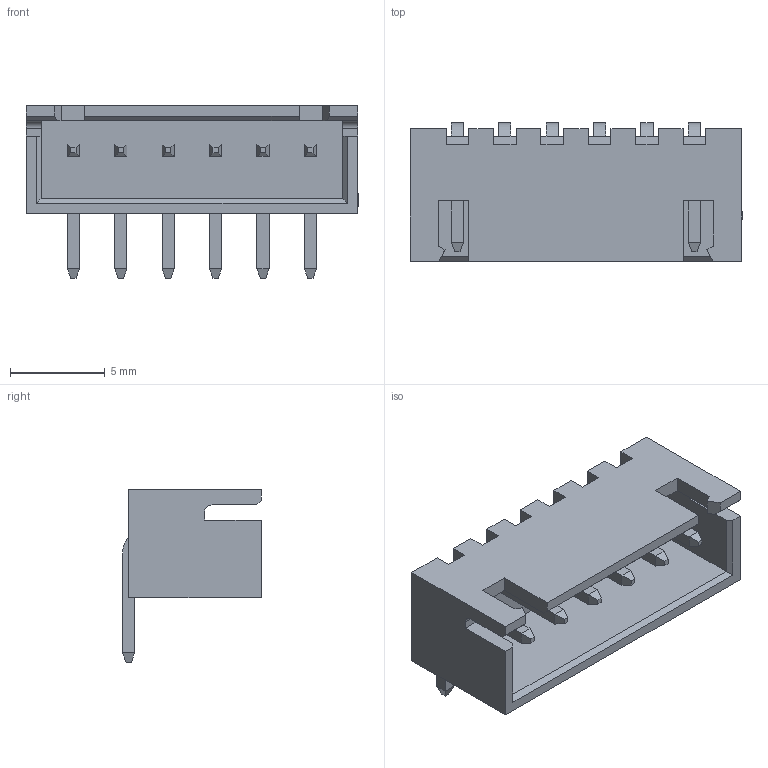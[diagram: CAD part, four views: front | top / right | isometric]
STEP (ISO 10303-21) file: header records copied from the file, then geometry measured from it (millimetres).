
FILE_DESCRIPTION (( 'STEP AP214' ), '1' );
FILE_NAME ('CONN-TH_6P-P2.50_DEALON_XH-W-6A.STEP', '2023-03-13T06:27:33', ( 'PC' ), ( 'Microsoft' ), 'SwSTEP 2.0', 'SolidWorks 2020', '' );
FILE_SCHEMA (( 'AUTOMOTIVE_DESIGN' ));
Length unit declared in the file: millimetre
Products named in the file (1): CONN-TH_6P-P2.50_DEALON_XH-W-6A
Bounding box: 17.51 x 7.32 x 9.1 mm (x, y, z)
Volume: 364 mm3; surface area: 897.5 mm2
Topology: 1 solids, 1 shells, 418 faces, 1105 edges, 720 vertices
Faces by surface type: plane 304, bspline 98, cylinder 16
Entity records: 17865 total; most frequent: CARTESIAN_POINT 3550, ORIENTED_EDGE 2210, DIRECTION 1579, EDGE_CURVE 1105, LINE 873, VECTOR 873, VERTEX_POINT 720, EDGE_LOOP 449
